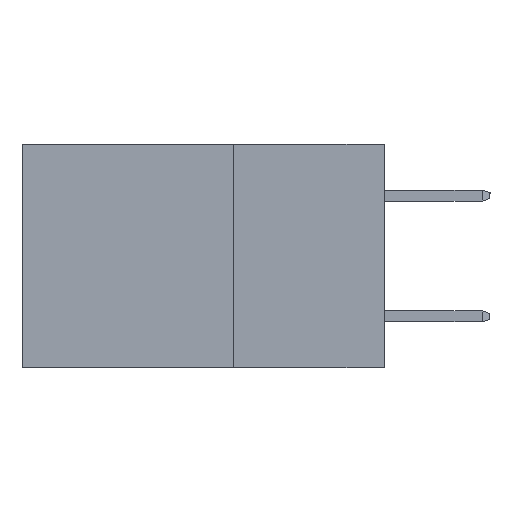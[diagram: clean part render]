
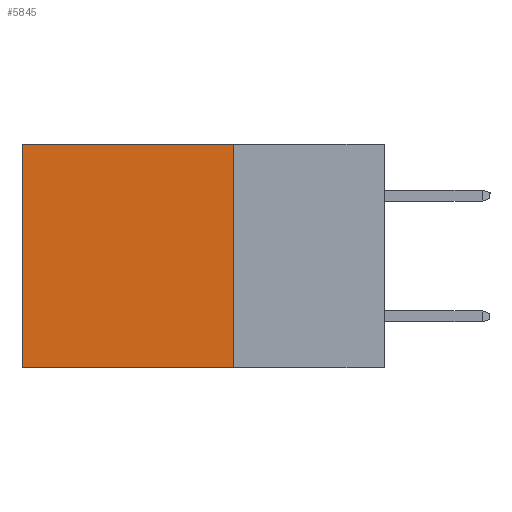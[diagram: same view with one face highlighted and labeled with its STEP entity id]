
A CAD part, left-side view. The second image highlights one B-rep face of the part: STEP entity #5845.
In plain terms, the highlighted planar face has unit normal (-1, 0, 0).
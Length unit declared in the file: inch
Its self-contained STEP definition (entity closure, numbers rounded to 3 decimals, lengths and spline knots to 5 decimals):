
#114 = DIRECTION ( 'NONE',  ( 0., 0., -1. ) ) ;
#789 = CARTESIAN_POINT ( 'NONE',  ( 0.2615, 0.6, -0.37 ) ) ;
#988 = CARTESIAN_POINT ( 'NONE',  ( 0.2615, 0.25, -0.37 ) ) ;
#1210 = VECTOR ( 'NONE', #3626, 39.37008 ) ;
#1632 = CARTESIAN_POINT ( 'NONE',  ( 0.2615, 0.6, -0.37 ) ) ;
#1744 = DIRECTION ( 'NONE',  ( 1., 0., 0. ) ) ;
#1874 = CARTESIAN_POINT ( 'NONE',  ( 0.2615, 0.25, 0. ) ) ;
#2045 = VERTEX_POINT ( 'NONE', #1874 ) ;
#2168 = ORIENTED_EDGE ( 'NONE', *, *, #8988, .F. ) ;
#2455 = CARTESIAN_POINT ( 'NONE',  ( 0.2615, 0.25, -0.37 ) ) ;
#2643 = AXIS2_PLACEMENT_3D ( 'NONE', #2455, #1744, #114 ) ;
#2967 = VERTEX_POINT ( 'NONE', #4243 ) ;
#3116 = LINE ( 'NONE', #988, #8664 ) ;
#3626 = DIRECTION ( 'NONE',  ( 0., 1., 0. ) ) ;
#3661 = DIRECTION ( 'NONE',  ( 0., 0., -1. ) ) ;
#3674 = LINE ( 'NONE', #5054, #1210 ) ;
#3744 = VERTEX_POINT ( 'NONE', #8694 ) ;
#3799 = VECTOR ( 'NONE', #6291, 39.37008 ) ;
#4056 = ORIENTED_EDGE ( 'NONE', *, *, #5773, .F. ) ;
#4243 = CARTESIAN_POINT ( 'NONE',  ( 0.2615, 0.6, 0. ) ) ;
#4831 = EDGE_CURVE ( 'NONE', #2967, #6940, #7132, .T. ) ;
#5028 = ORIENTED_EDGE ( 'NONE', *, *, #8236, .T. ) ;
#5054 = CARTESIAN_POINT ( 'NONE',  ( 0.2615, 0.25, 0. ) ) ;
#5184 = EDGE_LOOP ( 'NONE', ( #7432, #2168, #4056, #5028 ) ) ;
#5200 = VECTOR ( 'NONE', #3661, 39.37008 ) ;
#5773 = EDGE_CURVE ( 'NONE', #2045, #3744, #3116, .T. ) ;
#5840 = DIRECTION ( 'NONE',  ( 0., 0., -1. ) ) ;
#5845 = ADVANCED_FACE ( 'NONE', ( #5884 ), #8623, .F. ) ;
#5884 = FACE_OUTER_BOUND ( 'NONE', #5184, .T. ) ;
#6291 = DIRECTION ( 'NONE',  ( 0., 1., 0. ) ) ;
#6940 = VERTEX_POINT ( 'NONE', #1632 ) ;
#7132 = LINE ( 'NONE', #789, #5200 ) ;
#7432 = ORIENTED_EDGE ( 'NONE', *, *, #4831, .T. ) ;
#7618 = CARTESIAN_POINT ( 'NONE',  ( 0.2615, 0.25, -0.37 ) ) ;
#7672 = LINE ( 'NONE', #7618, #3799 ) ;
#8236 = EDGE_CURVE ( 'NONE', #2045, #2967, #3674, .T. ) ;
#8623 = PLANE ( 'NONE',  #2643 ) ;
#8664 = VECTOR ( 'NONE', #5840, 39.37008 ) ;
#8694 = CARTESIAN_POINT ( 'NONE',  ( 0.2615, 0.25, -0.37 ) ) ;
#8988 = EDGE_CURVE ( 'NONE', #3744, #6940, #7672, .T. ) ;
